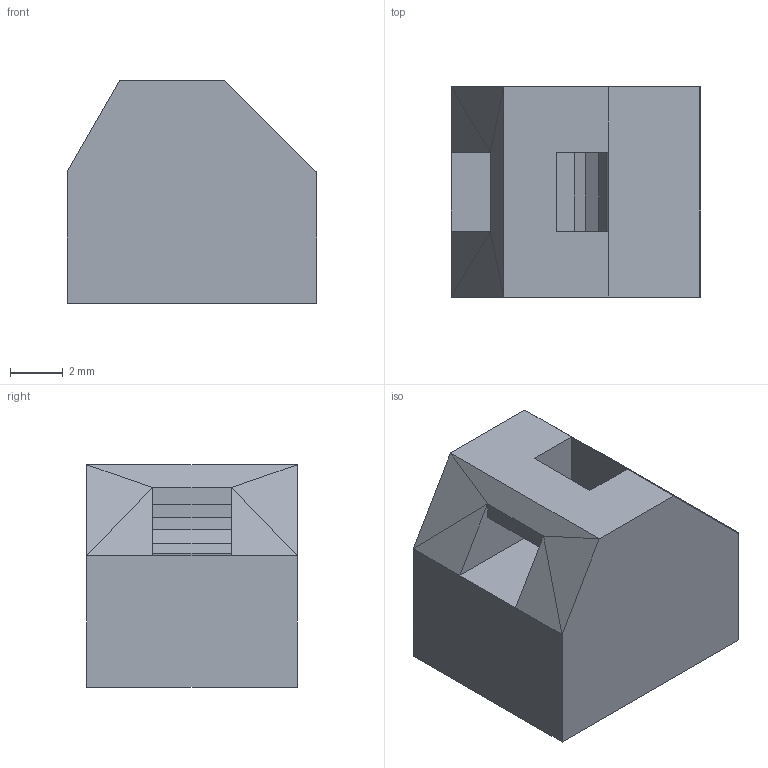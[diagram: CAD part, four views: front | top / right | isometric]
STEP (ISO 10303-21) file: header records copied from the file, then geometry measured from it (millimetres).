
FILE_DESCRIPTION(('FreeCAD Model'),'2;1');
FILE_NAME('bottom-wire-mounter.step', '2020-03-11T19:36:19',('Author'),(''), 'Open CASCADE STEP processor 7.3','FreeCAD','Unknown');
FILE_SCHEMA(('AUTOMOTIVE_DESIGN { 1 0 10303 214 1 1 1 1 }'));
Length unit declared in the file: millimetre
Products named in the file (1): bottom-wire-mounter001_(Solid)
Bounding box: 9.5 x 8 x 8.46 mm (x, y, z)
Volume: 526.2 mm3; surface area: 452.5 mm2
Topology: 1 solids, 1 shells, 32 faces, 81 edges, 49 vertices
Faces by surface type: plane 32
Entity records: 1987 total; most frequent: CARTESIAN_POINT 341, DIRECTION 293, LINE 227, VECTOR 227, ORIENTED_EDGE 162, PCURVE 162, DEFINITIONAL_REPRESENTATION 162, EDGE_CURVE 81
